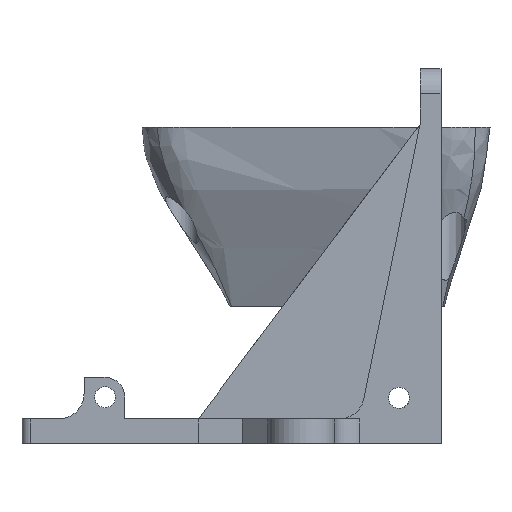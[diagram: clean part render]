
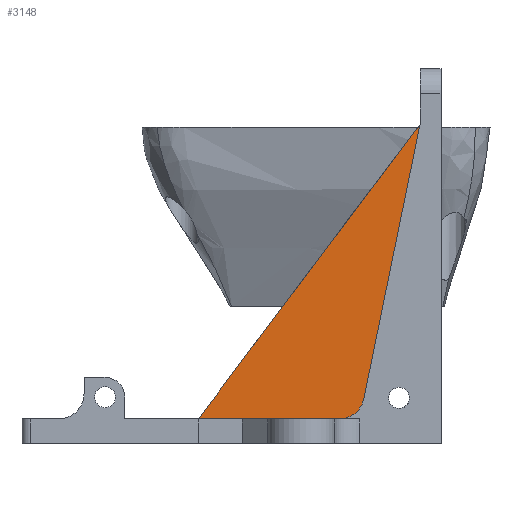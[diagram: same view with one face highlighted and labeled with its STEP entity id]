
A CAD part, left-side view. The second image highlights one B-rep face of the part: STEP entity #3148.
In plain terms, the highlighted planar face has unit normal (-1, 0, 0).
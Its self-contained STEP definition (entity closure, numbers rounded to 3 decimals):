
#263=PLANE('',#3384);
#387=FACE_OUTER_BOUND('',#573,.T.);
#573=EDGE_LOOP('',(#2607,#2608,#2609,#2610,#2611,#2612,#2613));
#774=LINE('',#4693,#1065);
#809=LINE('',#4822,#1100);
#832=LINE('',#4891,#1123);
#848=LINE('',#4938,#1139);
#854=LINE('',#4961,#1145);
#855=LINE('',#4963,#1146);
#1065=VECTOR('',#3779,1000.);
#1100=VECTOR('',#3850,10.);
#1123=VECTOR('',#3903,10.);
#1139=VECTOR('',#3955,1000.);
#1145=VECTOR('',#3975,1000.);
#1146=VECTOR('',#3978,10.);
#1293=CIRCLE('',#3374,2.35);
#1444=VERTEX_POINT('',#4690);
#1445=VERTEX_POINT('',#4692);
#1485=VERTEX_POINT('',#4819);
#1486=VERTEX_POINT('',#4821);
#1504=VERTEX_POINT('',#4889);
#1514=VERTEX_POINT('',#4929);
#1515=VERTEX_POINT('',#4930);
#1805=EDGE_CURVE('',#1444,#1445,#774,.T.);
#1853=EDGE_CURVE('',#1486,#1485,#809,.F.);
#1883=EDGE_CURVE('',#1504,#1444,#832,.T.);
#1902=EDGE_CURVE('',#1514,#1515,#1293,.T.);
#1906=EDGE_CURVE('',#1485,#1514,#848,.T.);
#1914=EDGE_CURVE('',#1515,#1445,#854,.T.);
#1915=EDGE_CURVE('',#1504,#1486,#855,.T.);
#2607=ORIENTED_EDGE('',*,*,#1883,.F.);
#2608=ORIENTED_EDGE('',*,*,#1915,.T.);
#2609=ORIENTED_EDGE('',*,*,#1853,.T.);
#2610=ORIENTED_EDGE('',*,*,#1906,.T.);
#2611=ORIENTED_EDGE('',*,*,#1902,.T.);
#2612=ORIENTED_EDGE('',*,*,#1914,.T.);
#2613=ORIENTED_EDGE('',*,*,#1805,.F.);
#3148=ADVANCED_FACE('',(#387),#263,.F.);
#3374=AXIS2_PLACEMENT_3D('',#4931,#3947,#3948);
#3384=AXIS2_PLACEMENT_3D('',#4962,#3976,#3977);
#3779=DIRECTION('',(0.,0.,-1.));
#3850=DIRECTION('',(0.,1.,0.));
#3903=DIRECTION('',(0.,-0.601,0.799));
#3947=DIRECTION('center_axis',(1.,0.,0.));
#3948=DIRECTION('ref_axis',(0.,1.,0.));
#3955=DIRECTION('',(0.,0.,1.));
#3975=DIRECTION('',(0.,-1.,0.));
#3976=DIRECTION('center_axis',(1.,0.,0.));
#3977=DIRECTION('ref_axis',(0.,1.,0.));
#3978=DIRECTION('',(0.,0.,-1.));
#4690=CARTESIAN_POINT('',(12.846,-24.928,29.034));
#4692=CARTESIAN_POINT('',(12.846,-24.928,-1.116));
#4693=CARTESIAN_POINT('',(12.846,-24.928,-592.164));
#4819=CARTESIAN_POINT('',(12.846,-20.078,-6.066));
#4821=CARTESIAN_POINT('',(12.846,1.395,-6.066));
#4822=CARTESIAN_POINT('',(12.846,0.,-6.066));
#4889=CARTESIAN_POINT('',(12.846,1.395,-5.964));
#4891=CARTESIAN_POINT('',(12.846,137.295,-186.652));
#4929=CARTESIAN_POINT('',(12.846,-20.078,-3.466));
#4930=CARTESIAN_POINT('',(12.846,-22.428,-1.116));
#4931=CARTESIAN_POINT('Origin',(12.846,-22.428,-3.466));
#4938=CARTESIAN_POINT('',(12.846,-20.078,-5.964));
#4961=CARTESIAN_POINT('',(12.846,-22.428,-1.116));
#4962=CARTESIAN_POINT('Origin',(12.846,0.,-592.164));
#4963=CARTESIAN_POINT('',(12.846,1.395,-289.415));
